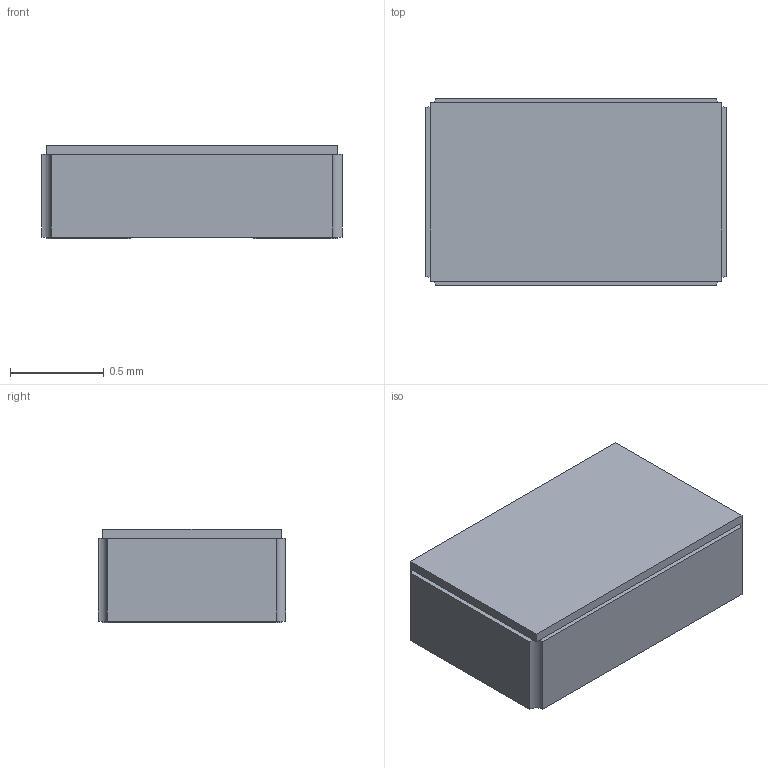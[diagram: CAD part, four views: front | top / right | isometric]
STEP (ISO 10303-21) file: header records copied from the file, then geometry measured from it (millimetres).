
FILE_DESCRIPTION(('FreeCAD Model'),'2;1');
FILE_NAME('13180540.2.3.stp','2021-02-18T16:39:34',( 'Author'),(''),'Open CASCADE STEP processor 6.9','FreeCAD','Unknown' );
FILE_SCHEMA(('AUTOMOTIVE_DESIGN { 1 0 10303 214 1 1 1 1 }'));
Length unit declared in the file: millimetre
Products named in the file (4): ASSEMBLY; Rect2; Body; Terminal
Assembly tree (3 placements, depth 2):
  ASSEMBLY
    Rect2
    Body
    Terminal
Bounding box: 1.6 x 1 x 0.5 mm (x, y, z)
Volume: 0.8 mm3; surface area: 10.3 mm2
Topology: 4 solids, 4 shells, 33 faces, 75 edges, 50 vertices
Faces by surface type: plane 25, cylinder 8
Entity records: 2011 total; most frequent: CARTESIAN_POINT 408, DIRECTION 279, LINE 169, VECTOR 169, ORIENTED_EDGE 150, PCURVE 150, DEFINITIONAL_REPRESENTATION 150, EDGE_CURVE 75
